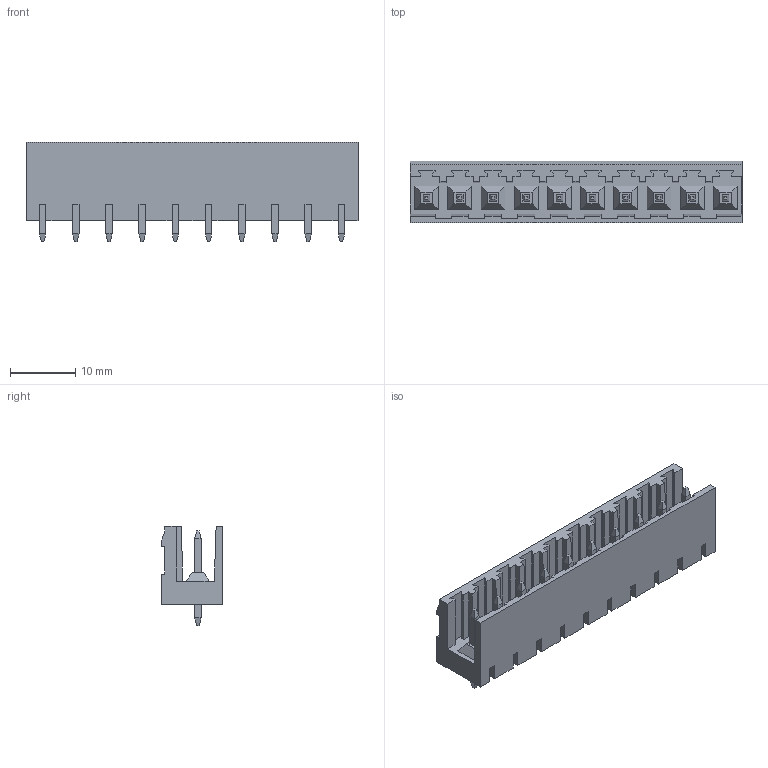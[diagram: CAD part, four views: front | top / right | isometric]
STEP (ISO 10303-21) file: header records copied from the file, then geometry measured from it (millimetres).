
FILE_DESCRIPTION(('CATIA V5 STEP Exchange','CAx-IF Rec.Pracs.--- Model Styling and Organization---1.2---2011-12-15'),'2;1');
FILE_NAME ('D1450152_0_1240360000_1240360000.stp','2018-11-02T07:37:55+00:00',('none'),('Weidmueller'),'CATIA Version 5-6 Release 2014','CATIA V5 STEP AP214','none');
FILE_SCHEMA(('AUTOMOTIVE_DESIGN { 1 0 10303 214 1 1 1 1 }'));
Length unit declared in the file: millimetre
Products named in the file (1): 1240360000
Bounding box: 50.8 x 9.4 x 15.2 mm (x, y, z)
Volume: 2128.9 mm3; surface area: 4607.2 mm2
Topology: 11 solids, 11 shells, 442 faces, 1202 edges, 792 vertices
Faces by surface type: plane 442
Entity records: 12646 total; most frequent: ORIENTED_EDGE 2404, CARTESIAN_POINT 2354, DIRECTION 1620, EDGE_CURVE 1202, VECTOR 1102, LINE 1102, VERTEX_POINT 792, EDGE_LOOP 472
